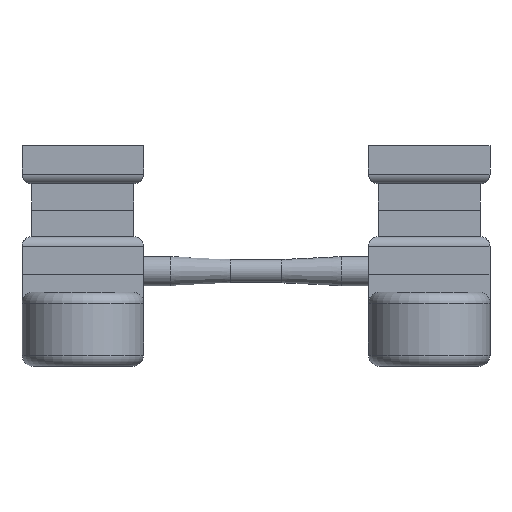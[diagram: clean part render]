
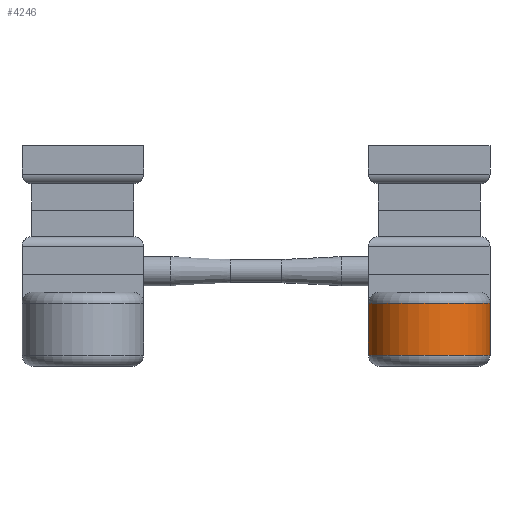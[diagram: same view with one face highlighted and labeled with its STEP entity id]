
A CAD part, left-side view. The second image highlights one B-rep face of the part: STEP entity #4246.
In plain terms, the highlighted cylindrical face has radius 8250 mm (diameter 16500 mm), a full revolution.
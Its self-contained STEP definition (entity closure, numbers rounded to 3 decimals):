
#4246 = ADVANCED_FACE('',(#4247),#4261,.T.);
#4247 = FACE_BOUND('',#4248,.F.);
#4248 = EDGE_LOOP('',(#4249,#4279,#4306,#4307));
#4249 = ORIENTED_EDGE('',*,*,#4250,.T.);
#4250 = EDGE_CURVE('',#4251,#4253,#4255,.T.);
#4251 = VERTEX_POINT('',#4252);
#4252 = CARTESIAN_POINT('',(-94050.,0.,1500.));
#4253 = VERTEX_POINT('',#4254);
#4254 = CARTESIAN_POINT('',(-94050.,0.,8550.));
#4255 = SEAM_CURVE('',#4256,(#4260,#4272),.PCURVE_S1.);
#4256 = LINE('',#4257,#4258);
#4257 = CARTESIAN_POINT('',(-94050.,0.,0.));
#4258 = VECTOR('',#4259,1.);
#4259 = DIRECTION('',(0.,0.,1.));
#4260 = PCURVE('',#4261,#4266);
#4261 = CYLINDRICAL_SURFACE('',#4262,8250.);
#4262 = AXIS2_PLACEMENT_3D('',#4263,#4264,#4265);
#4263 = CARTESIAN_POINT('',(-85800.,0.,0.));
#4264 = DIRECTION('',(0.,0.,1.));
#4265 = DIRECTION('',(-1.,0.,0.));
#4266 = DEFINITIONAL_REPRESENTATION('',(#4267),#4271);
#4267 = LINE('',#4268,#4269);
#4268 = CARTESIAN_POINT('',(-6.283,0.));
#4269 = VECTOR('',#4270,1.);
#4270 = DIRECTION('',(0.,1.));
#4271 = ( GEOMETRIC_REPRESENTATION_CONTEXT(2) 
PARAMETRIC_REPRESENTATION_CONTEXT() REPRESENTATION_CONTEXT('2D SPACE',''
  ) );
#4272 = PCURVE('',#4261,#4273);
#4273 = DEFINITIONAL_REPRESENTATION('',(#4274),#4278);
#4274 = LINE('',#4275,#4276);
#4275 = CARTESIAN_POINT('',(0.,0.));
#4276 = VECTOR('',#4277,1.);
#4277 = DIRECTION('',(0.,1.));
#4278 = ( GEOMETRIC_REPRESENTATION_CONTEXT(2) 
PARAMETRIC_REPRESENTATION_CONTEXT() REPRESENTATION_CONTEXT('2D SPACE',''
  ) );
#4279 = ORIENTED_EDGE('',*,*,#4280,.F.);
#4280 = EDGE_CURVE('',#4253,#4253,#4281,.T.);
#4281 = SURFACE_CURVE('',#4282,(#4287,#4294),.PCURVE_S1.);
#4282 = CIRCLE('',#4283,8250.);
#4283 = AXIS2_PLACEMENT_3D('',#4284,#4285,#4286);
#4284 = CARTESIAN_POINT('',(-85800.,0.,8550.));
#4285 = DIRECTION('',(0.,0.,-1.));
#4286 = DIRECTION('',(-1.,0.,0.));
#4287 = PCURVE('',#4261,#4288);
#4288 = DEFINITIONAL_REPRESENTATION('',(#4289),#4293);
#4289 = LINE('',#4290,#4291);
#4290 = CARTESIAN_POINT('',(0.,8550.));
#4291 = VECTOR('',#4292,1.);
#4292 = DIRECTION('',(-1.,0.));
#4293 = ( GEOMETRIC_REPRESENTATION_CONTEXT(2) 
PARAMETRIC_REPRESENTATION_CONTEXT() REPRESENTATION_CONTEXT('2D SPACE',''
  ) );
#4294 = PCURVE('',#4295,#4300);
#4295 = TOROIDAL_SURFACE('',#4296,6750.,1500.);
#4296 = AXIS2_PLACEMENT_3D('',#4297,#4298,#4299);
#4297 = CARTESIAN_POINT('',(-85800.,0.,8550.));
#4298 = DIRECTION('',(0.,0.,1.));
#4299 = DIRECTION('',(-1.,0.,0.));
#4300 = DEFINITIONAL_REPRESENTATION('',(#4301),#4305);
#4301 = LINE('',#4302,#4303);
#4302 = CARTESIAN_POINT('',(0.,0.));
#4303 = VECTOR('',#4304,1.);
#4304 = DIRECTION('',(-1.,0.));
#4305 = ( GEOMETRIC_REPRESENTATION_CONTEXT(2) 
PARAMETRIC_REPRESENTATION_CONTEXT() REPRESENTATION_CONTEXT('2D SPACE',''
  ) );
#4306 = ORIENTED_EDGE('',*,*,#4250,.F.);
#4307 = ORIENTED_EDGE('',*,*,#4308,.T.);
#4308 = EDGE_CURVE('',#4251,#4251,#4309,.T.);
#4309 = SURFACE_CURVE('',#4310,(#4315,#4322),.PCURVE_S1.);
#4310 = CIRCLE('',#4311,8250.);
#4311 = AXIS2_PLACEMENT_3D('',#4312,#4313,#4314);
#4312 = CARTESIAN_POINT('',(-85800.,0.,1500.));
#4313 = DIRECTION('',(0.,0.,-1.));
#4314 = DIRECTION('',(-1.,0.,0.));
#4315 = PCURVE('',#4261,#4316);
#4316 = DEFINITIONAL_REPRESENTATION('',(#4317),#4321);
#4317 = LINE('',#4318,#4319);
#4318 = CARTESIAN_POINT('',(0.,1500.));
#4319 = VECTOR('',#4320,1.);
#4320 = DIRECTION('',(-1.,0.));
#4321 = ( GEOMETRIC_REPRESENTATION_CONTEXT(2) 
PARAMETRIC_REPRESENTATION_CONTEXT() REPRESENTATION_CONTEXT('2D SPACE',''
  ) );
#4322 = PCURVE('',#4323,#4328);
#4323 = TOROIDAL_SURFACE('',#4324,6750.,1500.);
#4324 = AXIS2_PLACEMENT_3D('',#4325,#4326,#4327);
#4325 = CARTESIAN_POINT('',(-85800.,0.,1500.));
#4326 = DIRECTION('',(0.,0.,-1.));
#4327 = DIRECTION('',(-1.,0.,0.));
#4328 = DEFINITIONAL_REPRESENTATION('',(#4329),#4333);
#4329 = LINE('',#4330,#4331);
#4330 = CARTESIAN_POINT('',(0.,0.));
#4331 = VECTOR('',#4332,1.);
#4332 = DIRECTION('',(1.,0.));
#4333 = ( GEOMETRIC_REPRESENTATION_CONTEXT(2) 
PARAMETRIC_REPRESENTATION_CONTEXT() REPRESENTATION_CONTEXT('2D SPACE',''
  ) );
